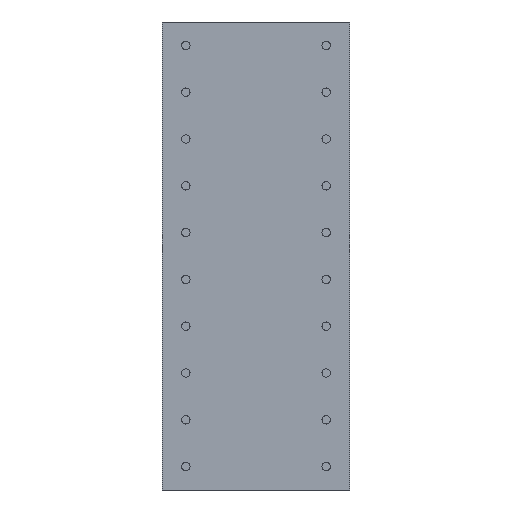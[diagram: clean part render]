
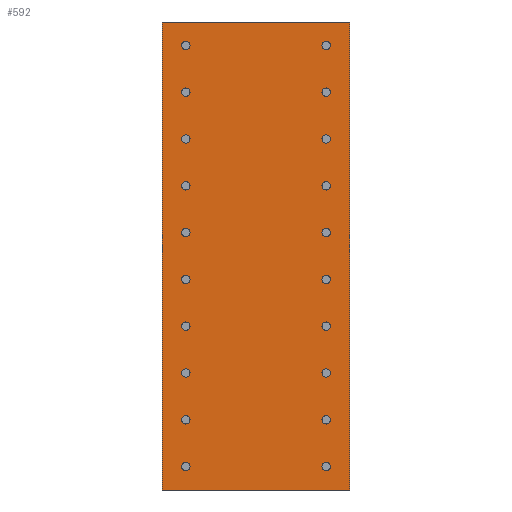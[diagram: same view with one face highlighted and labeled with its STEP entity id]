
A CAD part, left-side view. The second image highlights one B-rep face of the part: STEP entity #592.
In plain terms, the highlighted planar face has unit normal (-1, 0, 0).
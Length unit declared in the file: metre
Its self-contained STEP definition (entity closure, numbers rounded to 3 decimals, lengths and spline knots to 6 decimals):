
#32=CIRCLE('',#657,0.00023);
#33=CIRCLE('',#658,0.00023);
#34=CIRCLE('',#659,0.00023);
#35=CIRCLE('',#660,0.00023);
#36=CIRCLE('',#661,0.00023);
#37=CIRCLE('',#662,0.00023);
#38=CIRCLE('',#663,0.00023);
#39=CIRCLE('',#664,0.00023);
#40=CIRCLE('',#665,0.00023);
#41=CIRCLE('',#666,0.00023);
#42=CIRCLE('',#667,0.00023);
#43=CIRCLE('',#668,0.00023);
#44=CIRCLE('',#669,0.00023);
#45=CIRCLE('',#670,0.00023);
#46=CIRCLE('',#671,0.00023);
#47=CIRCLE('',#672,0.00023);
#48=CIRCLE('',#673,0.00023);
#49=CIRCLE('',#674,0.00023);
#50=CIRCLE('',#675,0.00023);
#51=CIRCLE('',#676,0.00023);
#108=ORIENTED_EDGE('',*,*,#224,.F.);
#109=ORIENTED_EDGE('',*,*,#225,.F.);
#110=ORIENTED_EDGE('',*,*,#226,.F.);
#111=ORIENTED_EDGE('',*,*,#227,.F.);
#112=ORIENTED_EDGE('',*,*,#228,.F.);
#113=ORIENTED_EDGE('',*,*,#229,.F.);
#114=ORIENTED_EDGE('',*,*,#230,.F.);
#115=ORIENTED_EDGE('',*,*,#231,.F.);
#116=ORIENTED_EDGE('',*,*,#232,.F.);
#117=ORIENTED_EDGE('',*,*,#233,.F.);
#118=ORIENTED_EDGE('',*,*,#234,.F.);
#119=ORIENTED_EDGE('',*,*,#235,.F.);
#120=ORIENTED_EDGE('',*,*,#236,.F.);
#121=ORIENTED_EDGE('',*,*,#237,.F.);
#122=ORIENTED_EDGE('',*,*,#238,.F.);
#123=ORIENTED_EDGE('',*,*,#239,.F.);
#124=ORIENTED_EDGE('',*,*,#240,.F.);
#125=ORIENTED_EDGE('',*,*,#241,.F.);
#126=ORIENTED_EDGE('',*,*,#242,.F.);
#127=ORIENTED_EDGE('',*,*,#243,.F.);
#128=ORIENTED_EDGE('',*,*,#214,.F.);
#129=ORIENTED_EDGE('',*,*,#218,.T.);
#130=ORIENTED_EDGE('',*,*,#221,.T.);
#131=ORIENTED_EDGE('',*,*,#223,.F.);
#214=EDGE_CURVE('',#274,#275,#334,.T.);
#218=EDGE_CURVE('',#274,#277,#338,.T.);
#221=EDGE_CURVE('',#277,#279,#341,.T.);
#223=EDGE_CURVE('',#275,#279,#343,.T.);
#224=EDGE_CURVE('',#280,#280,#32,.T.);
#225=EDGE_CURVE('',#281,#281,#33,.T.);
#226=EDGE_CURVE('',#282,#282,#34,.T.);
#227=EDGE_CURVE('',#283,#283,#35,.T.);
#228=EDGE_CURVE('',#284,#284,#36,.T.);
#229=EDGE_CURVE('',#285,#285,#37,.T.);
#230=EDGE_CURVE('',#286,#286,#38,.T.);
#231=EDGE_CURVE('',#287,#287,#39,.T.);
#232=EDGE_CURVE('',#288,#288,#40,.T.);
#233=EDGE_CURVE('',#289,#289,#41,.T.);
#234=EDGE_CURVE('',#290,#290,#42,.T.);
#235=EDGE_CURVE('',#291,#291,#43,.T.);
#236=EDGE_CURVE('',#292,#292,#44,.T.);
#237=EDGE_CURVE('',#293,#293,#45,.T.);
#238=EDGE_CURVE('',#294,#294,#46,.T.);
#239=EDGE_CURVE('',#295,#295,#47,.T.);
#240=EDGE_CURVE('',#296,#296,#48,.T.);
#241=EDGE_CURVE('',#297,#297,#49,.T.);
#242=EDGE_CURVE('',#298,#298,#50,.T.);
#243=EDGE_CURVE('',#299,#299,#51,.T.);
#274=VERTEX_POINT('',#977);
#275=VERTEX_POINT('',#979);
#277=VERTEX_POINT('',#985);
#279=VERTEX_POINT('',#991);
#280=VERTEX_POINT('',#998);
#281=VERTEX_POINT('',#1000);
#282=VERTEX_POINT('',#1002);
#283=VERTEX_POINT('',#1004);
#284=VERTEX_POINT('',#1006);
#285=VERTEX_POINT('',#1008);
#286=VERTEX_POINT('',#1010);
#287=VERTEX_POINT('',#1012);
#288=VERTEX_POINT('',#1014);
#289=VERTEX_POINT('',#1016);
#290=VERTEX_POINT('',#1018);
#291=VERTEX_POINT('',#1020);
#292=VERTEX_POINT('',#1022);
#293=VERTEX_POINT('',#1024);
#294=VERTEX_POINT('',#1026);
#295=VERTEX_POINT('',#1028);
#296=VERTEX_POINT('',#1030);
#297=VERTEX_POINT('',#1032);
#298=VERTEX_POINT('',#1034);
#299=VERTEX_POINT('',#1036);
#334=LINE('',#978,#358);
#338=LINE('',#986,#362);
#341=LINE('',#992,#365);
#343=LINE('',#995,#367);
#358=VECTOR('',#766,1.);
#362=VECTOR('',#772,1.);
#365=VECTOR('',#777,1.);
#367=VECTOR('',#781,1.);
#377=EDGE_LOOP('',(#108));
#378=EDGE_LOOP('',(#109));
#379=EDGE_LOOP('',(#110));
#380=EDGE_LOOP('',(#111));
#381=EDGE_LOOP('',(#112));
#382=EDGE_LOOP('',(#113));
#383=EDGE_LOOP('',(#114));
#384=EDGE_LOOP('',(#115));
#385=EDGE_LOOP('',(#116));
#386=EDGE_LOOP('',(#117));
#387=EDGE_LOOP('',(#118));
#388=EDGE_LOOP('',(#119));
#389=EDGE_LOOP('',(#120));
#390=EDGE_LOOP('',(#121));
#391=EDGE_LOOP('',(#122));
#392=EDGE_LOOP('',(#123));
#393=EDGE_LOOP('',(#124));
#394=EDGE_LOOP('',(#125));
#395=EDGE_LOOP('',(#126));
#396=EDGE_LOOP('',(#127));
#397=EDGE_LOOP('',(#128,#129,#130,#131));
#469=FACE_BOUND('',#377,.T.);
#470=FACE_BOUND('',#378,.T.);
#471=FACE_BOUND('',#379,.T.);
#472=FACE_BOUND('',#380,.T.);
#473=FACE_BOUND('',#381,.T.);
#474=FACE_BOUND('',#382,.T.);
#475=FACE_BOUND('',#383,.T.);
#476=FACE_BOUND('',#384,.T.);
#477=FACE_BOUND('',#385,.T.);
#478=FACE_BOUND('',#386,.T.);
#479=FACE_BOUND('',#387,.T.);
#480=FACE_BOUND('',#388,.T.);
#481=FACE_BOUND('',#389,.T.);
#482=FACE_BOUND('',#390,.T.);
#483=FACE_BOUND('',#391,.T.);
#484=FACE_BOUND('',#392,.T.);
#485=FACE_BOUND('',#393,.T.);
#486=FACE_BOUND('',#394,.T.);
#487=FACE_BOUND('',#395,.T.);
#488=FACE_BOUND('',#396,.T.);
#489=FACE_BOUND('',#397,.T.);
#561=PLANE('',#656);
#592=ADVANCED_FACE('',(#469,#470,#471,#472,#473,#474,#475,#476,#477,#478,
#479,#480,#481,#482,#483,#484,#485,#486,#487,#488,#489),#561,.T.);
#656=AXIS2_PLACEMENT_3D('',#996,#782,#783);
#657=AXIS2_PLACEMENT_3D('',#997,#784,#785);
#658=AXIS2_PLACEMENT_3D('',#999,#786,#787);
#659=AXIS2_PLACEMENT_3D('',#1001,#788,#789);
#660=AXIS2_PLACEMENT_3D('',#1003,#790,#791);
#661=AXIS2_PLACEMENT_3D('',#1005,#792,#793);
#662=AXIS2_PLACEMENT_3D('',#1007,#794,#795);
#663=AXIS2_PLACEMENT_3D('',#1009,#796,#797);
#664=AXIS2_PLACEMENT_3D('',#1011,#798,#799);
#665=AXIS2_PLACEMENT_3D('',#1013,#800,#801);
#666=AXIS2_PLACEMENT_3D('',#1015,#802,#803);
#667=AXIS2_PLACEMENT_3D('',#1017,#804,#805);
#668=AXIS2_PLACEMENT_3D('',#1019,#806,#807);
#669=AXIS2_PLACEMENT_3D('',#1021,#808,#809);
#670=AXIS2_PLACEMENT_3D('',#1023,#810,#811);
#671=AXIS2_PLACEMENT_3D('',#1025,#812,#813);
#672=AXIS2_PLACEMENT_3D('',#1027,#814,#815);
#673=AXIS2_PLACEMENT_3D('',#1029,#816,#817);
#674=AXIS2_PLACEMENT_3D('',#1031,#818,#819);
#675=AXIS2_PLACEMENT_3D('',#1033,#820,#821);
#676=AXIS2_PLACEMENT_3D('',#1035,#822,#823);
#766=DIRECTION('',(0.,1.,0.));
#772=DIRECTION('',(0.,0.,1.));
#777=DIRECTION('',(0.,1.,0.));
#781=DIRECTION('',(0.,0.,1.));
#782=DIRECTION('',(-1.,0.,0.));
#783=DIRECTION('',(0.,0.,1.));
#784=DIRECTION('',(-1.,0.,0.));
#785=DIRECTION('',(0.,0.,1.));
#786=DIRECTION('',(-1.,0.,0.));
#787=DIRECTION('',(0.,0.,1.));
#788=DIRECTION('',(-1.,0.,0.));
#789=DIRECTION('',(0.,0.,1.));
#790=DIRECTION('',(-1.,0.,0.));
#791=DIRECTION('',(0.,0.,1.));
#792=DIRECTION('',(-1.,0.,0.));
#793=DIRECTION('',(0.,0.,1.));
#794=DIRECTION('',(-1.,0.,0.));
#795=DIRECTION('',(0.,0.,1.));
#796=DIRECTION('',(-1.,0.,0.));
#797=DIRECTION('',(0.,0.,1.));
#798=DIRECTION('',(-1.,0.,0.));
#799=DIRECTION('',(0.,0.,1.));
#800=DIRECTION('',(-1.,0.,0.));
#801=DIRECTION('',(0.,0.,1.));
#802=DIRECTION('',(-1.,0.,0.));
#803=DIRECTION('',(0.,0.,1.));
#804=DIRECTION('',(-1.,0.,0.));
#805=DIRECTION('',(0.,0.,1.));
#806=DIRECTION('',(-1.,0.,0.));
#807=DIRECTION('',(0.,0.,1.));
#808=DIRECTION('',(-1.,0.,0.));
#809=DIRECTION('',(0.,0.,1.));
#810=DIRECTION('',(-1.,0.,0.));
#811=DIRECTION('',(0.,0.,1.));
#812=DIRECTION('',(-1.,0.,0.));
#813=DIRECTION('',(0.,0.,1.));
#814=DIRECTION('',(-1.,0.,0.));
#815=DIRECTION('',(0.,0.,1.));
#816=DIRECTION('',(-1.,0.,0.));
#817=DIRECTION('',(0.,0.,1.));
#818=DIRECTION('',(-1.,0.,0.));
#819=DIRECTION('',(0.,0.,1.));
#820=DIRECTION('',(-1.,0.,0.));
#821=DIRECTION('',(0.,0.,1.));
#822=DIRECTION('',(-1.,0.,0.));
#823=DIRECTION('',(0.,0.,1.));
#977=CARTESIAN_POINT('',(-0.0055,-0.00508,-0.01264));
#978=CARTESIAN_POINT('',(-0.0055,0.,-0.01264));
#979=CARTESIAN_POINT('',(-0.0055,0.00508,-0.01264));
#985=CARTESIAN_POINT('',(-0.0055,-0.00508,0.01276));
#986=CARTESIAN_POINT('',(-0.0055,-0.00508,0.00006));
#991=CARTESIAN_POINT('',(-0.0055,0.00508,0.01276));
#992=CARTESIAN_POINT('',(-0.0055,0.,0.01276));
#995=CARTESIAN_POINT('',(-0.0055,0.00508,0.00006));
#996=CARTESIAN_POINT('',(-0.0055,0.,0.00006));
#997=CARTESIAN_POINT('',(-0.0055,-0.00381,0.01149));
#998=CARTESIAN_POINT('',(-0.0055,-0.00381,0.01172));
#999=CARTESIAN_POINT('',(-0.0055,-0.00381,0.00895));
#1000=CARTESIAN_POINT('',(-0.0055,-0.00381,0.00918));
#1001=CARTESIAN_POINT('',(-0.0055,-0.00381,0.00641));
#1002=CARTESIAN_POINT('',(-0.0055,-0.00381,0.00664));
#1003=CARTESIAN_POINT('',(-0.0055,-0.00381,0.00387));
#1004=CARTESIAN_POINT('',(-0.0055,-0.00381,0.0041));
#1005=CARTESIAN_POINT('',(-0.0055,-0.00381,0.00133));
#1006=CARTESIAN_POINT('',(-0.0055,-0.00381,0.00156));
#1007=CARTESIAN_POINT('',(-0.0055,-0.00381,-0.00121));
#1008=CARTESIAN_POINT('',(-0.0055,-0.00381,-0.00098));
#1009=CARTESIAN_POINT('',(-0.0055,-0.00381,-0.00375));
#1010=CARTESIAN_POINT('',(-0.0055,-0.00381,-0.00352));
#1011=CARTESIAN_POINT('',(-0.0055,-0.00381,-0.00629));
#1012=CARTESIAN_POINT('',(-0.0055,-0.00381,-0.00606));
#1013=CARTESIAN_POINT('',(-0.0055,-0.00381,-0.00883));
#1014=CARTESIAN_POINT('',(-0.0055,-0.00381,-0.0086));
#1015=CARTESIAN_POINT('',(-0.0055,-0.00381,-0.01137));
#1016=CARTESIAN_POINT('',(-0.0055,-0.00381,-0.01114));
#1017=CARTESIAN_POINT('',(-0.0055,0.00381,0.01149));
#1018=CARTESIAN_POINT('',(-0.0055,0.00381,0.01172));
#1019=CARTESIAN_POINT('',(-0.0055,0.00381,0.00895));
#1020=CARTESIAN_POINT('',(-0.0055,0.00381,0.00918));
#1021=CARTESIAN_POINT('',(-0.0055,0.00381,0.00641));
#1022=CARTESIAN_POINT('',(-0.0055,0.00381,0.00664));
#1023=CARTESIAN_POINT('',(-0.0055,0.00381,0.00387));
#1024=CARTESIAN_POINT('',(-0.0055,0.00381,0.0041));
#1025=CARTESIAN_POINT('',(-0.0055,0.00381,0.00133));
#1026=CARTESIAN_POINT('',(-0.0055,0.00381,0.00156));
#1027=CARTESIAN_POINT('',(-0.0055,0.00381,-0.00121));
#1028=CARTESIAN_POINT('',(-0.0055,0.00381,-0.00098));
#1029=CARTESIAN_POINT('',(-0.0055,0.00381,-0.00375));
#1030=CARTESIAN_POINT('',(-0.0055,0.00381,-0.00352));
#1031=CARTESIAN_POINT('',(-0.0055,0.00381,-0.00629));
#1032=CARTESIAN_POINT('',(-0.0055,0.00381,-0.00606));
#1033=CARTESIAN_POINT('',(-0.0055,0.00381,-0.00883));
#1034=CARTESIAN_POINT('',(-0.0055,0.00381,-0.0086));
#1035=CARTESIAN_POINT('',(-0.0055,0.00381,-0.01137));
#1036=CARTESIAN_POINT('',(-0.0055,0.00381,-0.01114));
